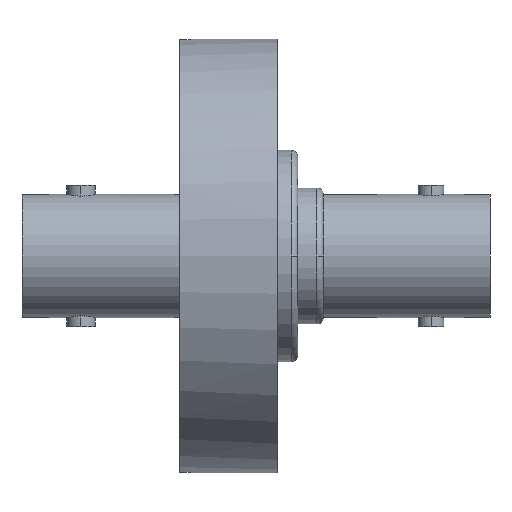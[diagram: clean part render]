
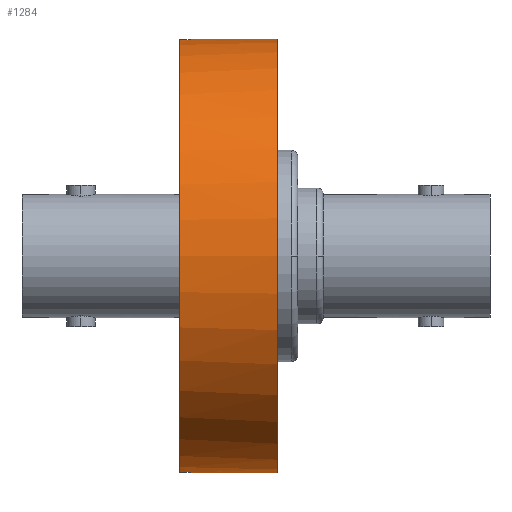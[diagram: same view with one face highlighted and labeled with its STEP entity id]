
A CAD part, left-side view. The second image highlights one B-rep face of the part: STEP entity #1284.
In plain terms, the highlighted cylindrical face has radius 16.9 mm (diameter 33.8 mm), a partial arc.
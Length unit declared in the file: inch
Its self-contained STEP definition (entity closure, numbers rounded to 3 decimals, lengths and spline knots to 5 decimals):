
#2 = DIRECTION ( 'NONE',  ( 0., -1., 0. ) ) ;
#44 = EDGE_CURVE ( 'NONE', #2592, #295, #2283, .T. ) ;
#126 = CARTESIAN_POINT ( 'NONE',  ( -0.02059, -0.03509, -0.66508 ) ) ;
#156 = CARTESIAN_POINT ( 'NONE',  ( -0.03937, -0.0052, -0.66419 ) ) ;
#290 = CIRCLE ( 'NONE', #1686, 0.66535 ) ;
#295 = VERTEX_POINT ( 'NONE', #2526 ) ;
#337 = CARTESIAN_POINT ( 'NONE',  ( 0., -0.03937, -0.66535 ) ) ;
#366 = CARTESIAN_POINT ( 'NONE',  ( 0., -0.29921, 0.66535 ) ) ;
#391 = AXIS2_PLACEMENT_3D ( 'NONE', #1237, #1275, #1449 ) ;
#436 = DIRECTION ( 'NONE',  ( 0., 0., 1. ) ) ;
#474 = DIRECTION ( 'NONE',  ( 0., 0., 1. ) ) ;
#529 = CARTESIAN_POINT ( 'NONE',  ( -0.03937, 0., 0.66419 ) ) ;
#572 = VERTEX_POINT ( 'NONE', #529 ) ;
#597 = CARTESIAN_POINT ( 'NONE',  ( -0.0242, -0.03148, 0.66492 ) ) ;
#606 = CARTESIAN_POINT ( 'NONE',  ( 0., -0.29921, 0.66535 ) ) ;
#623 = DIRECTION ( 'NONE',  ( 0., 1., 0. ) ) ;
#639 = CARTESIAN_POINT ( 'NONE',  ( 0., 0., 0. ) ) ;
#657 = CARTESIAN_POINT ( 'NONE',  ( 0., -0.29921, -0.66535 ) ) ;
#692 = ORIENTED_EDGE ( 'NONE', *, *, #1019, .T. ) ;
#857 = CARTESIAN_POINT ( 'NONE',  ( -0.03937, 0., -0.66419 ) ) ;
#892 = DIRECTION ( 'NONE',  ( 0., 1., 0. ) ) ;
#913 = B_SPLINE_CURVE_WITH_KNOTS ( 'NONE', 3,
 ( #1673, #1221, #2087, #1435, #597, #2070, #2116, #2530 ),
 .UNSPECIFIED., .F., .F.,
 ( 4, 2, 2, 4 ),
 ( 0.00156, 0.00195, 0.00234, 0.00313 ),
 .UNSPECIFIED. ) ;
#941 = ORIENTED_EDGE ( 'NONE', *, *, #2733, .F. ) ;
#1001 = DIRECTION ( 'NONE',  ( 0., 1., 0. ) ) ;
#1019 = EDGE_CURVE ( 'NONE', #1956, #2592, #290, .T. ) ;
#1049 = VERTEX_POINT ( 'NONE', #857 ) ;
#1083 = ORIENTED_EDGE ( 'NONE', *, *, #2642, .T. ) ;
#1117 = ORIENTED_EDGE ( 'NONE', *, *, #2421, .T. ) ;
#1209 = ORIENTED_EDGE ( 'NONE', *, *, #1300, .T. ) ;
#1215 = CARTESIAN_POINT ( 'NONE',  ( -0.03835, -0.0103, -0.66425 ) ) ;
#1221 = CARTESIAN_POINT ( 'NONE',  ( -0.0052, -0.03937, 0.66535 ) ) ;
#1237 = CARTESIAN_POINT ( 'NONE',  ( 0., -0.29921, 0. ) ) ;
#1274 = B_SPLINE_CURVE_WITH_KNOTS ( 'NONE', 3,
 ( #1824, #156, #1215, #2037, #1394, #126, #2020, #2656 ),
 .UNSPECIFIED., .F., .F.,
 ( 4, 2, 2, 4 ),
 ( -0.00156, -0.00117, -0.00078, 0. ),
 .UNSPECIFIED. ) ;
#1275 = DIRECTION ( 'NONE',  ( 0., 1., 0. ) ) ;
#1284 = ADVANCED_FACE ( 'NONE', ( #1709 ), #2751, .T. ) ;
#1300 = EDGE_CURVE ( 'NONE', #295, #572, #913, .T. ) ;
#1394 = CARTESIAN_POINT ( 'NONE',  ( -0.03148, -0.0242, -0.66462 ) ) ;
#1435 = CARTESIAN_POINT ( 'NONE',  ( -0.01983, -0.0344, 0.66508 ) ) ;
#1449 = DIRECTION ( 'NONE',  ( 0., 0., 1. ) ) ;
#1657 = AXIS2_PLACEMENT_3D ( 'NONE', #639, #2, #474 ) ;
#1673 = CARTESIAN_POINT ( 'NONE',  ( 0., -0.03937, 0.66535 ) ) ;
#1686 = AXIS2_PLACEMENT_3D ( 'NONE', #2331, #623, #436 ) ;
#1697 = VECTOR ( 'NONE', #892, 39.37008 ) ;
#1705 = LINE ( 'NONE', #657, #1697 ) ;
#1709 = FACE_OUTER_BOUND ( 'NONE', #2362, .T. ) ;
#1824 = CARTESIAN_POINT ( 'NONE',  ( -0.03937, 0., -0.66419 ) ) ;
#1859 = VECTOR ( 'NONE', #1001, 39.37008 ) ;
#1956 = VERTEX_POINT ( 'NONE', #2652 ) ;
#2020 = CARTESIAN_POINT ( 'NONE',  ( -0.0104, -0.03937, -0.66535 ) ) ;
#2037 = CARTESIAN_POINT ( 'NONE',  ( -0.0344, -0.01983, -0.66447 ) ) ;
#2070 = CARTESIAN_POINT ( 'NONE',  ( -0.03509, -0.02059, 0.66447 ) ) ;
#2087 = CARTESIAN_POINT ( 'NONE',  ( -0.0103, -0.03835, 0.66529 ) ) ;
#2116 = CARTESIAN_POINT ( 'NONE',  ( -0.03937, -0.0104, 0.66419 ) ) ;
#2220 = ORIENTED_EDGE ( 'NONE', *, *, #44, .T. ) ;
#2283 = LINE ( 'NONE', #366, #1859 ) ;
#2331 = CARTESIAN_POINT ( 'NONE',  ( 0., -0.29921, 0. ) ) ;
#2362 = EDGE_LOOP ( 'NONE', ( #941, #692, #2220, #1209, #1083, #1117 ) ) ;
#2402 = VERTEX_POINT ( 'NONE', #337 ) ;
#2421 = EDGE_CURVE ( 'NONE', #1049, #2402, #1274, .T. ) ;
#2492 = CIRCLE ( 'NONE', #1657, 0.66535 ) ;
#2526 = CARTESIAN_POINT ( 'NONE',  ( 0., -0.03937, 0.66535 ) ) ;
#2530 = CARTESIAN_POINT ( 'NONE',  ( -0.03937, 0., 0.66419 ) ) ;
#2592 = VERTEX_POINT ( 'NONE', #606 ) ;
#2642 = EDGE_CURVE ( 'NONE', #572, #1049, #2492, .T. ) ;
#2652 = CARTESIAN_POINT ( 'NONE',  ( 0., -0.29921, -0.66535 ) ) ;
#2656 = CARTESIAN_POINT ( 'NONE',  ( 0., -0.03937, -0.66535 ) ) ;
#2733 = EDGE_CURVE ( 'NONE', #1956, #2402, #1705, .T. ) ;
#2751 = CYLINDRICAL_SURFACE ( 'NONE', #391, 0.66535 ) ;
